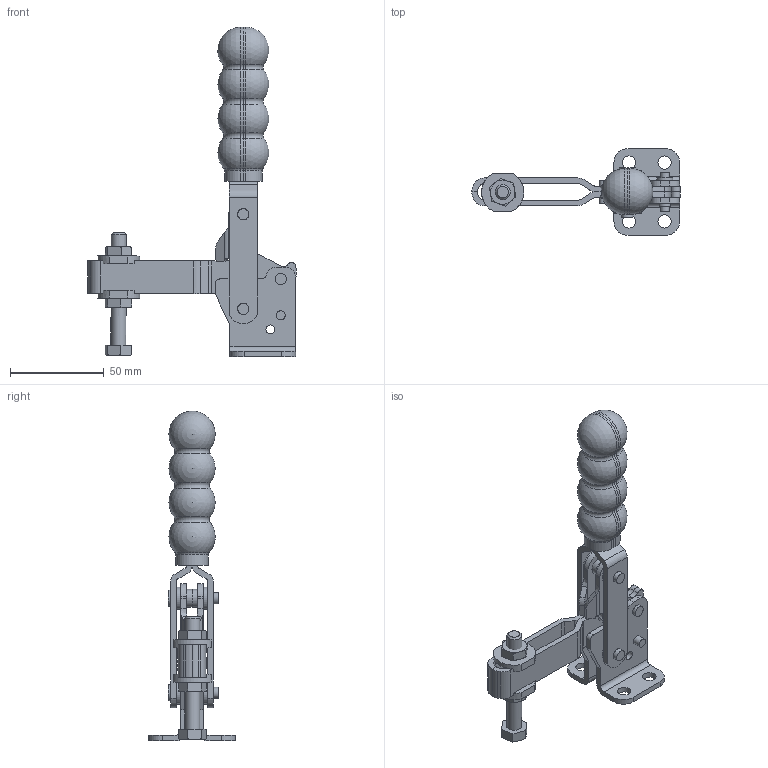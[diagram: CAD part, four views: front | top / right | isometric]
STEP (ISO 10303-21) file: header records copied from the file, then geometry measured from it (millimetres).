
FILE_DESCRIPTION(/* description */ ('Alibre Inc.'),/* implementation_level */ '2;1');
FILE_NAME(/* name */ 'export0',/* time_stamp */ '2012-02-17T12:01:30+01:00',/* author */ (''),/* organization */ (''),/* preprocessor_version */ 'ST-DEVELOPER v12',/* originating_system */ 'Alibre',/* authorisation */ '');
FILE_SCHEMA (('CONFIG_CONTROL_DESIGN'));
Length unit declared in the file: millimetre
Products named in the file (1): ID_1
Bounding box: 111.22 x 46.4 x 175.89 mm (x, y, z)
Volume: 79744.6 mm3; surface area: 56710.8 mm2
Topology: 24 solids, 24 shells, 372 faces, 916 edges, 556 vertices
Faces by surface type: plane 167, cylinder 162, cone 21, torus 8, sphere 8, bspline 6
Full cylindrical faces by diameter (mm): 4.75 x4, 4.763 x1, 6 x4, 6.05 x10, 6.1 x4, 6.8 x2, 7.1 x4, 8 x1, 8.3 x2, 8.5 x4, 9.5 x4, 9.52 x6, 9.545 x2, 9.7 x4, 12 x4
Entity records: 10270 total; most frequent: CARTESIAN_POINT 1963, ORIENTED_EDGE 1642, DIRECTION 1603, EDGE_CURVE 821, AXIS2_PLACEMENT_3D 689, VERTEX_POINT 526, EDGE_LOOP 510, FACE_BOUND 510
